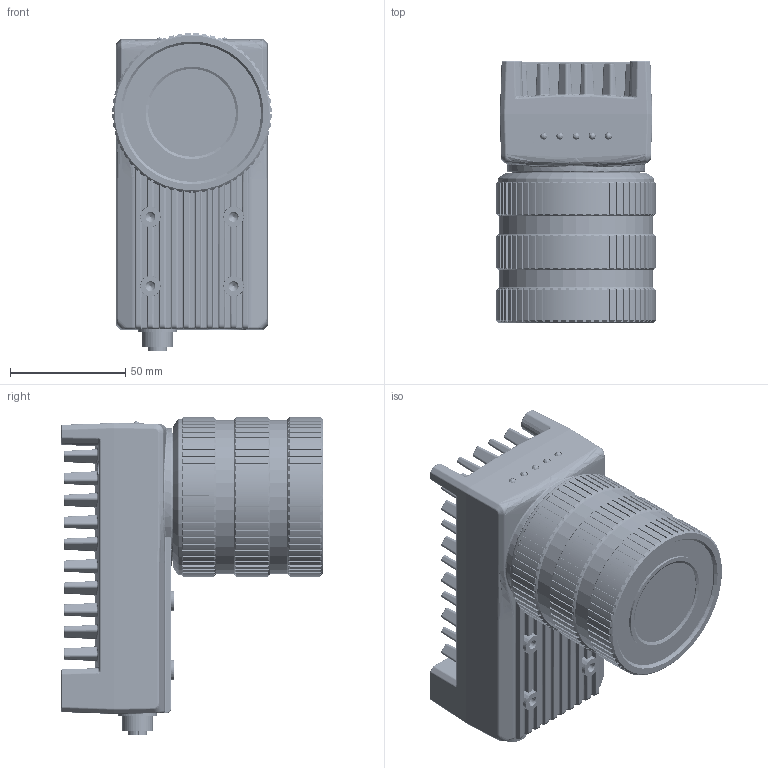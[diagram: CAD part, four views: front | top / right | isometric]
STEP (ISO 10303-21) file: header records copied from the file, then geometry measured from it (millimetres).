
FILE_DESCRIPTION((''),'2;1');
FILE_NAME('PRT0007','2019-07-03T21:59:54',('liudeting'),(''),'CREO PARAMETRIC BY PTC INC, 2017260','CREO PARAMETRIC BY PTC INC, 2017260','');
FILE_SCHEMA(('AUTOMOTIVE_DESIGN { 1 0 10303 214 1 1 1 1 }'));
Products named in the file (1): PRT0007
Bounding box: 68.99 x 113.2 x 137.49 mm (x, y, z)
Volume: 498669.5 mm3; surface area: 119686.1 mm2
Topology: 17 solids, 49 shells, 4846 faces, 12489 edges, 7788 vertices
Faces by surface type: cylinder 1669, plane 1430, bspline 1041, cone 331, torus 314, sphere 33, extrusion 26, revolution 2
Entity records: 200868 total; most frequent: CARTESIAN_POINT 93262, ORIENTED_EDGE 24790, DIRECTION 19473, EDGE_CURVE 12395, VERTEX_POINT 7788, AXIS2_PLACEMENT_3D 7688, EDGE_LOOP 5021, FACE_OUTER_BOUND 4846
